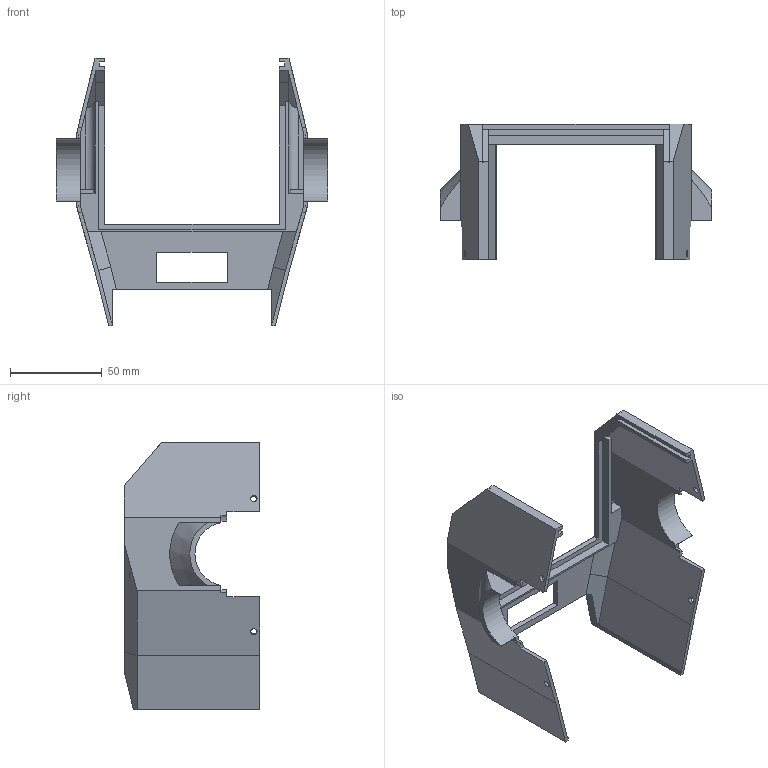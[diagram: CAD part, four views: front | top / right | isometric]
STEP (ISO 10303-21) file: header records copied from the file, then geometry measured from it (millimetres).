
FILE_DESCRIPTION(/* description */ (''),/* implementation_level */ '2;1');
FILE_NAME(/* name */ 'ADM_TOP2.stp',/* time_stamp */ '2024-10-18T18:04:20-05:00',/* author */ ('yulio'),/* organization */ (''),/* preprocessor_version */ 'ST-DEVELOPER v20',/* originating_system */ 'Autodesk Inventor 2024',/* authorisation */ '');
FILE_SCHEMA (('AUTOMOTIVE_DESIGN { 1 0 10303 214 3 1 1 }'));
Length unit declared in the file: millimetre
Products named in the file (1): Carcasa trasera
Bounding box: 148 x 74 x 146 mm (x, y, z)
Volume: 68195.2 mm3; surface area: 56884.1 mm2
Topology: 1 solids, 1 shells, 146 faces, 423 edges, 278 vertices
Faces by surface type: plane 132, cylinder 12, cone 2
Full cylindrical faces by diameter (mm): 3.5 x4
Entity records: 4810 total; most frequent: CARTESIAN_POINT 856, ORIENTED_EDGE 846, DIRECTION 749, EDGE_CURVE 423, LINE 383, VECTOR 383, VERTEX_POINT 277, AXIS2_PLACEMENT_3D 183
